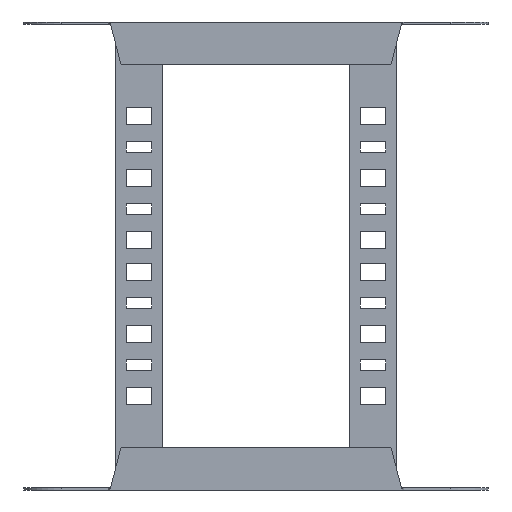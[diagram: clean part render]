
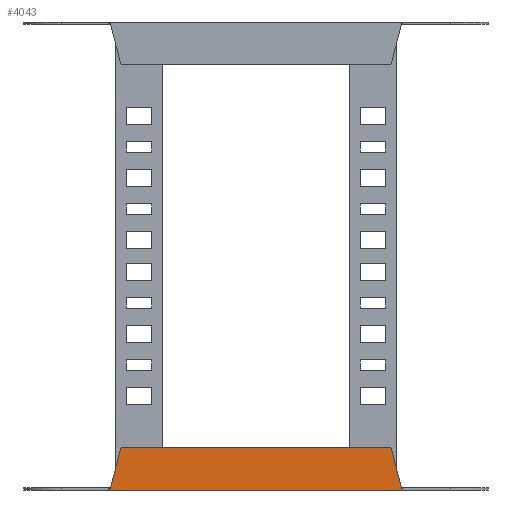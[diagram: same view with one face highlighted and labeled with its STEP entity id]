
A CAD part, front view. The second image highlights one B-rep face of the part: STEP entity #4043.
In plain terms, the highlighted planar face has unit normal (0, -1, 0).
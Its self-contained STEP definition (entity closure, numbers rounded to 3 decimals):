
#143 = VECTOR ( 'NONE', #2522, 1000. ) ;
#162 = DIRECTION ( 'NONE',  ( 1., 0., 0. ) ) ;
#199 = CARTESIAN_POINT ( 'NONE',  ( 93.135, 24.5, 0.585 ) ) ;
#283 = VERTEX_POINT ( 'NONE', #1394 ) ;
#348 = DIRECTION ( 'NONE',  ( 0.259, 0., -0.966 ) ) ;
#558 = CARTESIAN_POINT ( 'NONE',  ( -97.742, 24.5, -1.5 ) ) ;
#810 = VECTOR ( 'NONE', #2898, 1000. ) ;
#821 = LINE ( 'NONE', #2911, #810 ) ;
#948 = CARTESIAN_POINT ( 'NONE',  ( 86.5, 24.5, 25.499 ) ) ;
#957 = CARTESIAN_POINT ( 'NONE',  ( 93.205, 24.5, 0.17 ) ) ;
#986 = VERTEX_POINT ( 'NONE', #1013 ) ;
#1013 = CARTESIAN_POINT ( 'NONE',  ( -86.5, 24.5, 25.499 ) ) ;
#1038 = CARTESIAN_POINT ( 'NONE',  ( 86.5, 24.5, 25.499 ) ) ;
#1394 = CARTESIAN_POINT ( 'NONE',  ( -93.399, 24.5, -1.5 ) ) ;
#1463 = LINE ( 'NONE', #1771, #143 ) ;
#1721 = VERTEX_POINT ( 'NONE', #4073 ) ;
#1771 = CARTESIAN_POINT ( 'NONE',  ( -86.5, 24.5, 25.499 ) ) ;
#1776 = B_SPLINE_CURVE_WITH_KNOTS ( 'NONE', 3,
 ( #3832, #199, #957, #2063, #4603, #4586 ),
 .UNSPECIFIED., .F., .F.,
 ( 4, 2, 4 ),
 ( 0.002, 0.003, 0.004 ),
 .UNSPECIFIED. ) ;
#1801 = EDGE_LOOP ( 'NONE', ( #3328, #4205, #3236, #3661, #3915, #3980 ) ) ;
#1905 = AXIS2_PLACEMENT_3D ( 'NONE', #3101, #3067, #3050 ) ;
#2063 = CARTESIAN_POINT ( 'NONE',  ( 93.319, 24.5, -0.663 ) ) ;
#2111 = CARTESIAN_POINT ( 'NONE',  ( -93.399, 24.5, -1.5 ) ) ;
#2127 = CARTESIAN_POINT ( 'NONE',  ( -93.364, 24.5, -1.082 ) ) ;
#2161 = CARTESIAN_POINT ( 'NONE',  ( -93.319, 24.5, -0.663 ) ) ;
#2181 = EDGE_CURVE ( 'NONE', #4082, #986, #821, .T. ) ;
#2185 = CARTESIAN_POINT ( 'NONE',  ( -93.205, 24.5, 0.17 ) ) ;
#2244 = EDGE_CURVE ( 'NONE', #4246, #2450, #2620, .T. ) ;
#2306 = CARTESIAN_POINT ( 'NONE',  ( -93.064, 24.5, 1. ) ) ;
#2359 = CARTESIAN_POINT ( 'NONE',  ( -93.135, 24.5, 0.585 ) ) ;
#2430 = EDGE_CURVE ( 'NONE', #986, #4246, #1463, .T. ) ;
#2450 = VERTEX_POINT ( 'NONE', #2661 ) ;
#2522 = DIRECTION ( 'NONE',  ( 1., 0., 0. ) ) ;
#2563 = VECTOR ( 'NONE', #348, 1000. ) ;
#2588 = EDGE_CURVE ( 'NONE', #2450, #1721, #1776, .T. ) ;
#2620 = LINE ( 'NONE', #1038, #2563 ) ;
#2661 = CARTESIAN_POINT ( 'NONE',  ( 93.064, 24.5, 1. ) ) ;
#2719 = LINE ( 'NONE', #558, #4405 ) ;
#2843 = CARTESIAN_POINT ( 'NONE',  ( -93.064, 24.5, 1. ) ) ;
#2898 = DIRECTION ( 'NONE',  ( 0.259, 0., 0.966 ) ) ;
#2911 = CARTESIAN_POINT ( 'NONE',  ( -86.5, 24.5, 25.499 ) ) ;
#3050 = DIRECTION ( 'NONE',  ( -1., 0., 0. ) ) ;
#3067 = DIRECTION ( 'NONE',  ( 0., -1., 0. ) ) ;
#3101 = CARTESIAN_POINT ( 'NONE',  ( -97.742, 24.5, -1.001 ) ) ;
#3115 = PLANE ( 'NONE',  #1905 ) ;
#3213 = EDGE_CURVE ( 'NONE', #283, #1721, #2719, .T. ) ;
#3236 = ORIENTED_EDGE ( 'NONE', *, *, #3213, .T. ) ;
#3328 = ORIENTED_EDGE ( 'NONE', *, *, #2181, .F. ) ;
#3576 = B_SPLINE_CURVE_WITH_KNOTS ( 'NONE', 3,
 ( #2306, #2359, #2185, #2161, #2127, #2111 ),
 .UNSPECIFIED., .F., .F.,
 ( 4, 2, 4 ),
 ( 0.002, 0.003, 0.004 ),
 .UNSPECIFIED. ) ;
#3661 = ORIENTED_EDGE ( 'NONE', *, *, #2588, .F. ) ;
#3721 = FACE_OUTER_BOUND ( 'NONE', #1801, .T. ) ;
#3832 = CARTESIAN_POINT ( 'NONE',  ( 93.064, 24.5, 1. ) ) ;
#3915 = ORIENTED_EDGE ( 'NONE', *, *, #2244, .F. ) ;
#3980 = ORIENTED_EDGE ( 'NONE', *, *, #2430, .F. ) ;
#4043 = ADVANCED_FACE ( 'NONE', ( #3721 ), #3115, .T. ) ;
#4073 = CARTESIAN_POINT ( 'NONE',  ( 93.399, 24.5, -1.5 ) ) ;
#4082 = VERTEX_POINT ( 'NONE', #2843 ) ;
#4205 = ORIENTED_EDGE ( 'NONE', *, *, #4700, .T. ) ;
#4246 = VERTEX_POINT ( 'NONE', #948 ) ;
#4405 = VECTOR ( 'NONE', #162, 1000. ) ;
#4586 = CARTESIAN_POINT ( 'NONE',  ( 93.399, 24.5, -1.5 ) ) ;
#4603 = CARTESIAN_POINT ( 'NONE',  ( 93.364, 24.5, -1.082 ) ) ;
#4700 = EDGE_CURVE ( 'NONE', #4082, #283, #3576, .T. ) ;
